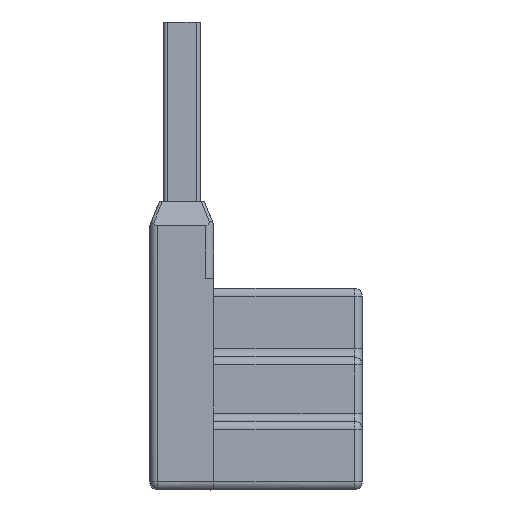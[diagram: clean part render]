
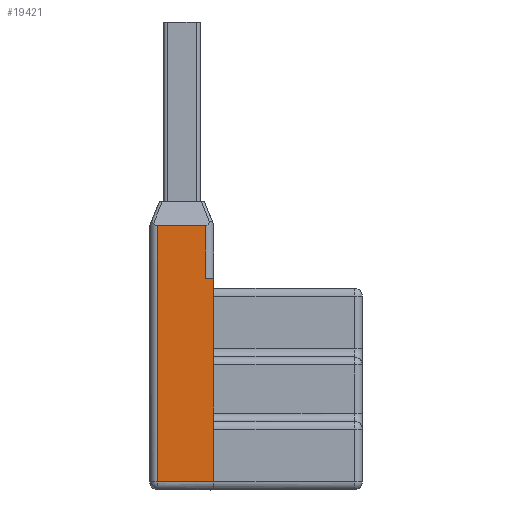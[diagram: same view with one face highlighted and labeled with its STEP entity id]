
A CAD part, left-side view. The second image highlights one B-rep face of the part: STEP entity #19421.
In plain terms, the highlighted planar face has unit normal (-0.999, 0.035, 0).
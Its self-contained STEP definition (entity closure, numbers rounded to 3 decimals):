
#2757=DIRECTION('',(0.,0.,1.));
#2758=VECTOR('',#2757,9.4);
#2759=CARTESIAN_POINT('',(-187.221,9.25,-25.4));
#2760=LINE('',#2759,#2758);
#5446=DIRECTION('',(0.,0.,-1.));
#5447=VECTOR('',#5446,3.297);
#5448=CARTESIAN_POINT('',(-187.202,9.767,
-12.703));
#5449=LINE('',#5448,#5447);
#5450=DIRECTION('',(0.035,0.999,0.));
#5451=VECTOR('',#5450,0.518);
#5452=CARTESIAN_POINT('',(-187.221,9.25,-16.));
#5453=LINE('',#5452,#5451);
#5454=DIRECTION('',(0.,0.,1.));
#5455=VECTOR('',#5454,3.3);
#5456=CARTESIAN_POINT('',(-187.221,9.25,-28.7));
#5457=LINE('',#5456,#5455);
#5458=DIRECTION('',(-0.035,-0.999,0.));
#5459=VECTOR('',#5458,3.52);
#5460=CARTESIAN_POINT('',(-187.098,12.767,
-28.7));
#5461=LINE('',#5460,#5459);
#5462=DIRECTION('',(0.,0.,1.));
#5463=VECTOR('',#5462,15.976);
#5464=CARTESIAN_POINT('',(-187.098,12.767,
-28.7));
#5465=LINE('',#5464,#5463);
#5466=DIRECTION('',(-0.035,-0.999,0.007));
#5467=VECTOR('',#5466,3.002);
#5468=CARTESIAN_POINT('',(-187.098,12.767,
-12.724));
#5469=LINE('',#5468,#5467);
#9542=CARTESIAN_POINT('',(-187.221,9.25,-25.4));
#9544=VERTEX_POINT('',#9542);
#9548=CARTESIAN_POINT('',(-187.221,9.25,-28.7));
#9549=VERTEX_POINT('',#9548);
#9761=CARTESIAN_POINT('',(-187.098,12.767,
-28.7));
#9762=CARTESIAN_POINT('',(-187.098,12.767,
-12.724));
#9763=VERTEX_POINT('',#9761);
#9764=VERTEX_POINT('',#9762);
#10364=CARTESIAN_POINT('',(-187.202,9.767,
-12.703));
#10365=CARTESIAN_POINT('',(-187.202,9.767,-16.));
#10366=VERTEX_POINT('',#10364);
#10367=VERTEX_POINT('',#10365);
#10368=CARTESIAN_POINT('',(-187.221,9.25,-16.));
#10369=VERTEX_POINT('',#10368);
#19402=CARTESIAN_POINT('',(-187.221,9.25,-29.2));
#19403=DIRECTION('',(-0.999,0.035,0.));
#19404=DIRECTION('',(0.,0.,1.));
#19405=AXIS2_PLACEMENT_3D('',#19402,#19403,#19404);
#19406=PLANE('',#19405);
#19408=ORIENTED_EDGE('',*,*,#19407,.T.);
#19410=ORIENTED_EDGE('',*,*,#19409,.F.);
#19411=ORIENTED_EDGE('',*,*,#15189,.F.);
#19412=ORIENTED_EDGE('',*,*,#19397,.F.);
#19414=ORIENTED_EDGE('',*,*,#19413,.F.);
#19416=ORIENTED_EDGE('',*,*,#19415,.T.);
#19418=ORIENTED_EDGE('',*,*,#19417,.T.);
#19419=EDGE_LOOP('',(#19408,#19410,#19411,#19412,#19414,#19416,#19418));
#19420=FACE_OUTER_BOUND('',#19419,.F.);
#19421=ADVANCED_FACE('',(#19420),#19406,.T.);
#15189=EDGE_CURVE('',#9544,#10369,#2760,.T.);
#19397=EDGE_CURVE('',#9549,#9544,#5457,.T.);
#19407=EDGE_CURVE('',#10366,#10367,#5449,.T.);
#19409=EDGE_CURVE('',#10369,#10367,#5453,.T.);
#19413=EDGE_CURVE('',#9763,#9549,#5461,.T.);
#19415=EDGE_CURVE('',#9763,#9764,#5465,.T.);
#19417=EDGE_CURVE('',#9764,#10366,#5469,.T.);
